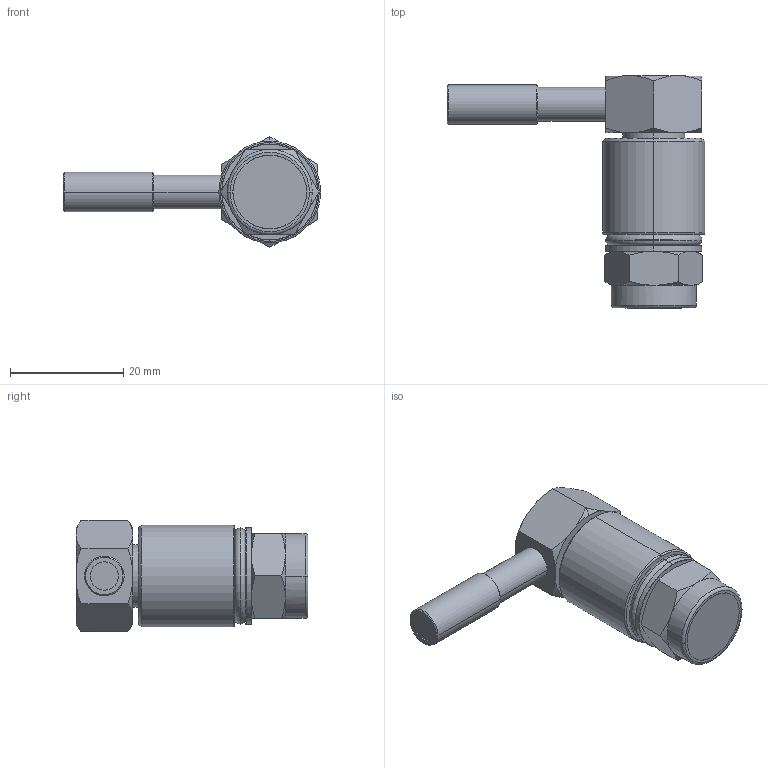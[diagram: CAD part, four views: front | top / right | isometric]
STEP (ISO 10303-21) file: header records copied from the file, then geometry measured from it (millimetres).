
FILE_DESCRIPTION (( 'STEP AP203' ), '1' );
FILE_NAME ('Compact 90 Fitting.STEP', '2011-11-04T13:16:11', ( '' ), ( '' ), 'SwSTEP 2.0', 'SolidWorks 2011', '' );
FILE_SCHEMA (( 'CONFIG_CONTROL_DESIGN' ));
Length unit declared in the file: millimetre
Products named in the file (1): Compact 90 Fitting
Bounding box: 45.5 x 41 x 19.63 mm (x, y, z)
Volume: 10385.4 mm3; surface area: 3782.5 mm2
Topology: 1 solids, 1 shells, 94 faces, 214 edges, 132 vertices
Faces by surface type: cone 32, plane 30, cylinder 20, torus 12
Entity records: 2849 total; most frequent: CARTESIAN_POINT 665, DIRECTION 458, ORIENTED_EDGE 428, EDGE_CURVE 214, AXIS2_PLACEMENT_3D 197, VERTEX_POINT 132, EDGE_LOOP 104, CIRCLE 102
